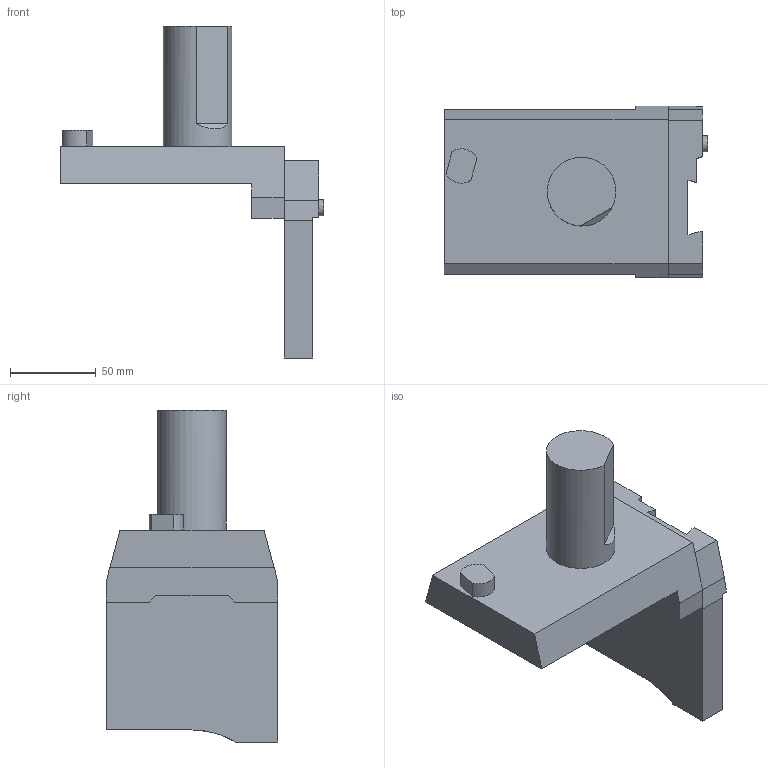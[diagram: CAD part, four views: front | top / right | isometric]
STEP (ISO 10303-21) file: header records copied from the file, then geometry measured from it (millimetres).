
FILE_DESCRIPTION(/* description */ (''),/* implementation_level */ '2;1');
FILE_NAME(/* name */ '1527737003248.stp',/* time_stamp */ '2018-05-31T08:53:42+05:00',/* author */ (''),/* organization */ ('SMS'),/* preprocessor_version */ 'ST-DEVELOPER v15',/* originating_system */ 'SIEMENS PLM Software NX 8.5',/* authorisation */ '');
FILE_SCHEMA (('AUTOMOTIVE_DESIGN { 1 0 10303 214 3 1 1 1 }'));
Length unit declared in the file: millimetre
Products named in the file (1): 201629542mod000_00
Bounding box: 153.5 x 100 x 193.5 mm (x, y, z)
Volume: 546887.5 mm3; surface area: 71643.3 mm2
Topology: 1 solids, 1 shells, 57 faces, 155 edges, 106 vertices
Faces by surface type: plane 50, cylinder 7
Full cylindrical faces by diameter (mm): 9.3 x1, 40 x1
Entity records: 1821 total; most frequent: CARTESIAN_POINT 316, ORIENTED_EDGE 302, DIRECTION 292, EDGE_CURVE 151, LINE 132, VECTOR 132, VERTEX_POINT 101, AXIS2_PLACEMENT_3D 80
